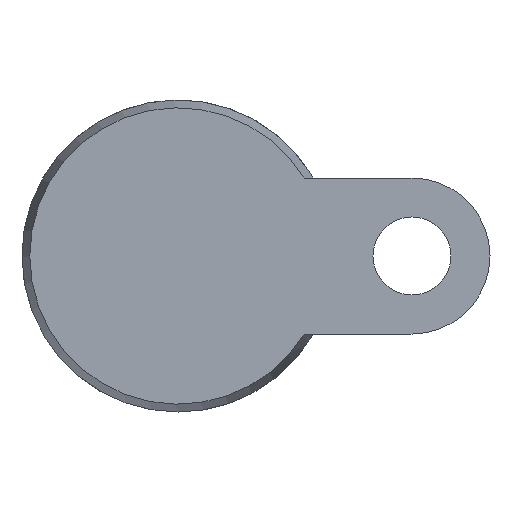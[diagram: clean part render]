
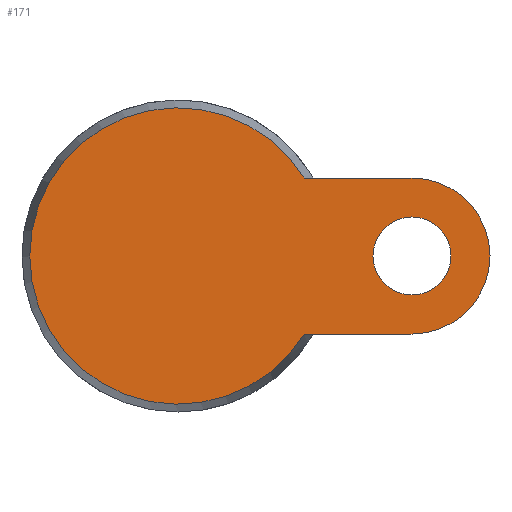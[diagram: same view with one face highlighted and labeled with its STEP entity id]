
A CAD part, front view. The second image highlights one B-rep face of the part: STEP entity #171.
In plain terms, the highlighted planar face has unit normal (0, -1, 0).
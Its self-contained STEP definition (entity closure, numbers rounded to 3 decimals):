
#171 = ADVANCED_FACE( '', ( #358, #359 ), #360, .F. );
#358 = FACE_BOUND( '', #553, .T. );
#359 = FACE_OUTER_BOUND( '', #554, .T. );
#360 = PLANE( '', #555 );
#553 = EDGE_LOOP( '', ( #968 ) );
#554 = EDGE_LOOP( '', ( #969, #970, #971, #972 ) );
#555 = AXIS2_PLACEMENT_3D( '', #973, #974, #975 );
#968 = ORIENTED_EDGE( '', *, *, #1147, .T. );
#969 = ORIENTED_EDGE( '', *, *, #1209, .F. );
#970 = ORIENTED_EDGE( '', *, *, #1186, .T. );
#971 = ORIENTED_EDGE( '', *, *, #1169, .F. );
#972 = ORIENTED_EDGE( '', *, *, #1066, .F. );
#973 = CARTESIAN_POINT( '', ( 28.5, 0., 0. ) );
#974 = DIRECTION( '', ( 0., 1., 0. ) );
#975 = DIRECTION( '', ( 0., 0., 1. ) );
#1066 = EDGE_CURVE( '', #1248, #1249, #1250, .T. );
#1147 = EDGE_CURVE( '', #1376, #1376, #1377, .T. );
#1169 = EDGE_CURVE( '', #1249, #1407, #1408, .T. );
#1186 = EDGE_CURVE( '', #1425, #1407, #1428, .T. );
#1209 = EDGE_CURVE( '', #1425, #1248, #1453, .T. );
#1248 = VERTEX_POINT( '', #1505 );
#1249 = VERTEX_POINT( '', #1506 );
#1250 = CIRCLE( '', #1507, 15. );
#1376 = VERTEX_POINT( '', #1744 );
#1377 = CIRCLE( '', #1745, 7.5 );
#1407 = VERTEX_POINT( '', #1806 );
#1408 = LINE( '', #1807, #1808 );
#1425 = VERTEX_POINT( '', #1847 );
#1428 = CIRCLE( '', #1853, 28.5 );
#1453 = LINE( '', #1903, #1904 );
#1505 = CARTESIAN_POINT( '', ( 45., 0., 15. ) );
#1506 = CARTESIAN_POINT( '', ( 45., 0., -15. ) );
#1507 = AXIS2_PLACEMENT_3D( '', #1933, #1934, #1935 );
#1744 = CARTESIAN_POINT( '', ( 52.5, 0., 0. ) );
#1745 = AXIS2_PLACEMENT_3D( '', #2019, #2020, #2021 );
#1806 = CARTESIAN_POINT( '', ( 24.233, 0., -15. ) );
#1807 = CARTESIAN_POINT( '', ( 45., 0., -15. ) );
#1808 = VECTOR( '', #2045, 1000. );
#1847 = CARTESIAN_POINT( '', ( 24.233, 0., 15. ) );
#1853 = AXIS2_PLACEMENT_3D( '', #2054, #2055, #2056 );
#1903 = CARTESIAN_POINT( '', ( 0., 0., 15. ) );
#1904 = VECTOR( '', #2072, 1000. );
#1933 = CARTESIAN_POINT( '', ( 45., 0., 0. ) );
#1934 = DIRECTION( '', ( 0., 1., 0. ) );
#1935 = DIRECTION( '', ( 1., 0., 0. ) );
#2019 = CARTESIAN_POINT( '', ( 45., 0., 0. ) );
#2020 = DIRECTION( '', ( 0., 1., 0. ) );
#2021 = DIRECTION( '', ( 1., 0., 0. ) );
#2045 = DIRECTION( '', ( -1., 0., 0. ) );
#2054 = CARTESIAN_POINT( '', ( 0., 0., 0. ) );
#2055 = DIRECTION( '', ( 0., -1., 0. ) );
#2056 = DIRECTION( '', ( 0., 0., -1. ) );
#2072 = DIRECTION( '', ( 1., 0., 0. ) );
